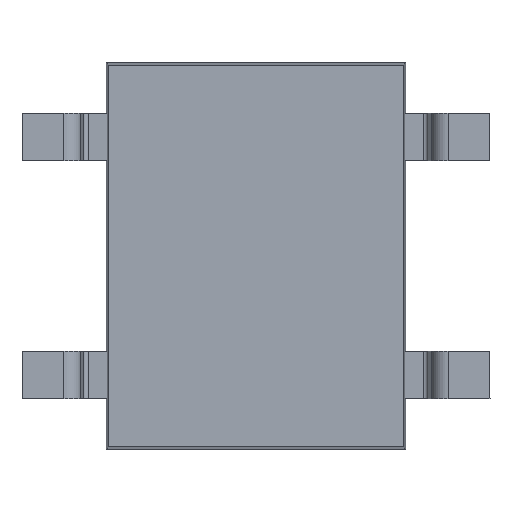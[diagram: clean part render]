
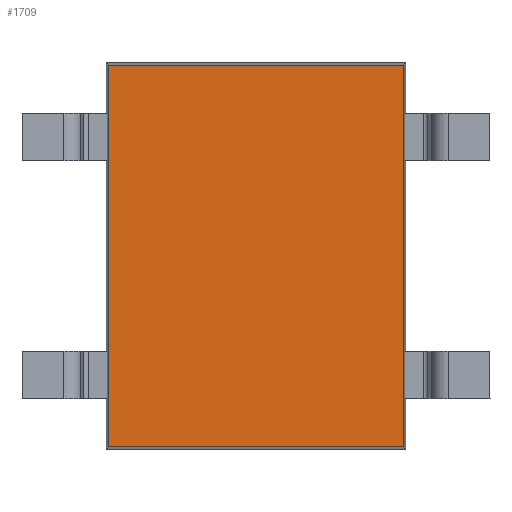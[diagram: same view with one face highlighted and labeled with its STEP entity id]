
A CAD part, front view. The second image highlights one B-rep face of the part: STEP entity #1709.
In plain terms, the highlighted planar face has unit normal (0.003, -1, 0).
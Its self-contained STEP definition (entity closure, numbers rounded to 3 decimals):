
#176=FACE_OUTER_BOUND('',#271,.T.);
#271=EDGE_LOOP('',(#1410,#1411,#1412,#1413));
#425=LINE('',#2779,#623);
#429=LINE('',#2787,#627);
#432=LINE('',#2792,#630);
#434=LINE('',#2795,#632);
#623=VECTOR('',#2281,10.);
#627=VECTOR('',#2287,10.);
#630=VECTOR('',#2292,10.);
#632=VECTOR('',#2296,10.);
#803=VERTEX_POINT('',#2777);
#804=VERTEX_POINT('',#2778);
#807=VERTEX_POINT('',#2786);
#808=VERTEX_POINT('',#2791);
#1009=EDGE_CURVE('',#803,#804,#425,.T.);
#1013=EDGE_CURVE('',#804,#807,#429,.T.);
#1016=EDGE_CURVE('',#807,#808,#432,.T.);
#1018=EDGE_CURVE('',#808,#803,#434,.T.);
#1410=ORIENTED_EDGE('',*,*,#1009,.T.);
#1411=ORIENTED_EDGE('',*,*,#1013,.T.);
#1412=ORIENTED_EDGE('',*,*,#1016,.T.);
#1413=ORIENTED_EDGE('',*,*,#1018,.T.);
#1618=PLANE('',#1921);
#1709=ADVANCED_FACE('',(#176),#1618,.F.);
#1921=AXIS2_PLACEMENT_3D('',#2797,#2298,#2299);
#2281=DIRECTION('',(0.,0.,-1.));
#2287=DIRECTION('',(1.,0.,0.));
#2292=DIRECTION('',(0.,0.,1.));
#2296=DIRECTION('',(-1.,0.,0.));
#2298=DIRECTION('center_axis',(0.,1.,0.));
#2299=DIRECTION('ref_axis',(0.,0.,1.));
#2777=CARTESIAN_POINT('',(-3.156,-1.25,4.081));
#2778=CARTESIAN_POINT('',(-3.156,-1.25,-4.081));
#2779=CARTESIAN_POINT('',(-3.156,-1.25,-4.125));
#2786=CARTESIAN_POINT('',(3.156,-1.25,-4.081));
#2787=CARTESIAN_POINT('',(3.2,-1.25,-4.081));
#2791=CARTESIAN_POINT('',(3.156,-1.25,4.081));
#2792=CARTESIAN_POINT('',(3.156,-1.25,4.125));
#2795=CARTESIAN_POINT('',(-3.2,-1.25,4.081));
#2797=CARTESIAN_POINT('Origin',(0.,-1.25,0.));
